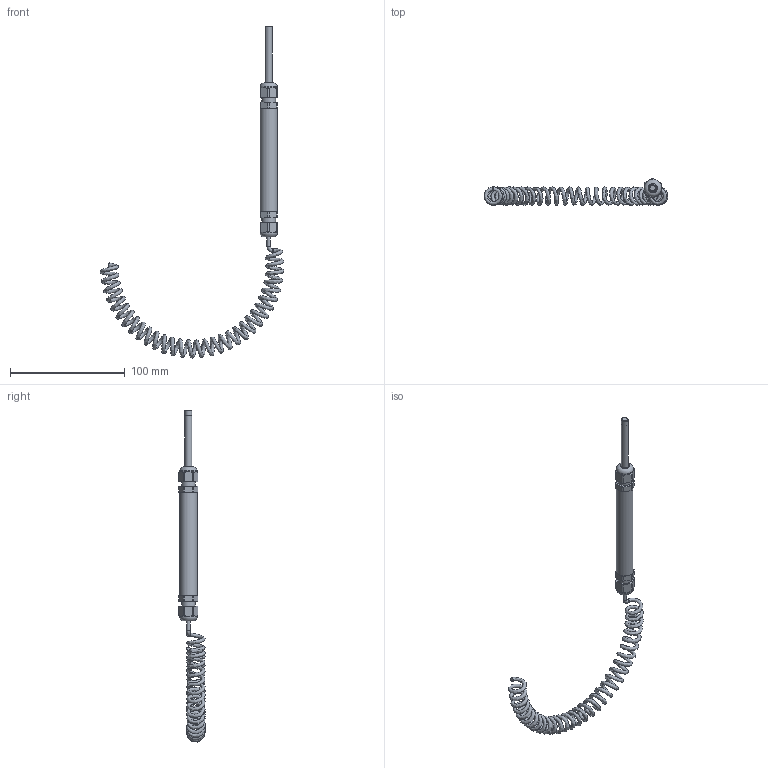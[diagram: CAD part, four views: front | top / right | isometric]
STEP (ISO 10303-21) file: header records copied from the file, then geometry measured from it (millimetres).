
FILE_DESCRIPTION(/* description */ (''),/* implementation_level */ '2;1');
FILE_NAME(/* name */ 'Pi-T000Sxx.step',/* time_stamp */ '2021-08-02T08:53:52+02:00',/* author */ (''),/* organization */ (''),/* preprocessor_version */ 'ST-DEVELOPER v18.1',/* originating_system */ 'Autodesk Translation Framework v10.9.0.1377',/* authorisation */ '');
FILE_SCHEMA (('AUTOMOTIVE_DESIGN { 1 0 10303 214 3 1 1 }'));
Length unit declared in the file: millimetre
Products named in the file (7): Pi-T000Sxx; Pi-xxx0S; Przewod spiralny; Component3; PiOne_T0; M12_dlawnica; Temperatura_Tx
Assembly tree (7 placements, depth 4):
  Pi-T000Sxx
    Pi-xxx0S
      M12_dlawnica
      Przewod spiralny
        Component3
    PiOne_T0
      M12_dlawnica
      Temperatura_Tx
Bounding box: 159.75 x 22.79 x 288.8 mm (x, y, z)
Volume: 22252.9 mm3; surface area: 26855.5 mm2
Topology: 6 solids, 6 shells, 134 faces, 292 edges, 183 vertices
Faces by surface type: plane 49, cylinder 42, cone 32, torus 10, bspline 1
Full cylindrical faces by diameter (mm): 3 x2, 4 x2, 5 x1, 5.5 x2, 6 x1, 9.957 x2, 12 x5, 15 x3
Entity records: 9364 total; most frequent: CARTESIAN_POINT 7547, DIRECTION 394, ORIENTED_EDGE 318, AXIS2_PLACEMENT_3D 171, EDGE_CURVE 159, VERTEX_POINT 100, EDGE_LOOP 87, CIRCLE 82
